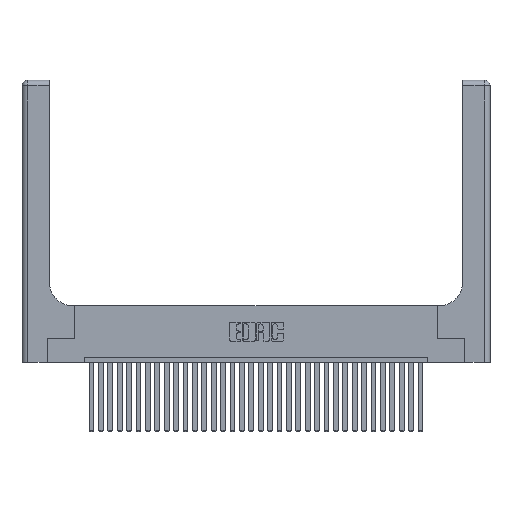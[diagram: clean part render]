
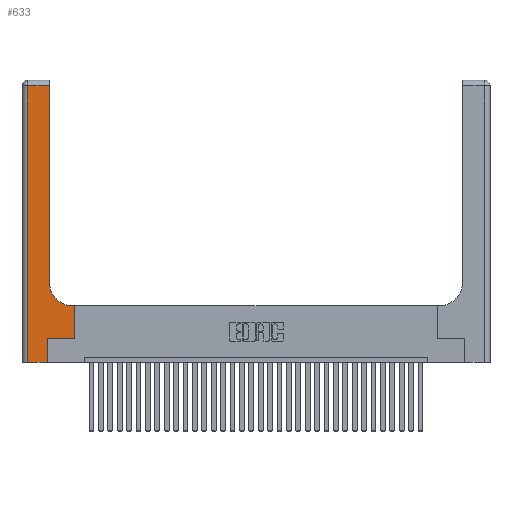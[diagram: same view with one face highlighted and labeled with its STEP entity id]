
A CAD part, top view. The second image highlights one B-rep face of the part: STEP entity #633.
In plain terms, the highlighted planar face has unit normal (0, 0, 1).
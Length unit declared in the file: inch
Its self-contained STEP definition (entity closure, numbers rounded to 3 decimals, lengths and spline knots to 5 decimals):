
#424 = ORIENTED_EDGE ( 'NONE', *, *, #26517, .T. ) ;
#513 = VECTOR ( 'NONE', #9701, 39.37008 ) ;
#633 = ADVANCED_FACE ( 'NONE', ( #27434 ), #10198, .F. ) ;
#710 = LINE ( 'NONE', #4393, #28461 ) ;
#1088 = LINE ( 'NONE', #28736, #28007 ) ;
#1609 = VERTEX_POINT ( 'NONE', #31462 ) ;
#1830 = ORIENTED_EDGE ( 'NONE', *, *, #3483, .T. ) ;
#2010 = CARTESIAN_POINT ( 'NONE',  ( 0.2915, 0.6, 0.37 ) ) ;
#3380 = VERTEX_POINT ( 'NONE', #18534 ) ;
#3483 = EDGE_CURVE ( 'NONE', #30231, #3380, #1088, .T. ) ;
#3607 = VECTOR ( 'NONE', #15233, 39.37008 ) ;
#3819 = VERTEX_POINT ( 'NONE', #5757 ) ;
#4393 = CARTESIAN_POINT ( 'NONE',  ( 0.269, 0.25, 0.37 ) ) ;
#4428 = CARTESIAN_POINT ( 'NONE',  ( 0.2915, 3., 0.37 ) ) ;
#4867 = LINE ( 'NONE', #4428, #18716 ) ;
#5570 = ORIENTED_EDGE ( 'NONE', *, *, #30229, .T. ) ;
#5757 = CARTESIAN_POINT ( 'NONE',  ( 0.269, 0., 0.37 ) ) ;
#5864 = AXIS2_PLACEMENT_3D ( 'NONE', #32874, #12658, #32431 ) ;
#8006 = DIRECTION ( 'NONE',  ( 0., 1., 0. ) ) ;
#8115 = CARTESIAN_POINT ( 'NONE',  ( 0.269, 0., 0.37 ) ) ;
#9701 = DIRECTION ( 'NONE',  ( 0., 1., 0. ) ) ;
#9749 = DIRECTION ( 'NONE',  ( 0., 1., 0. ) ) ;
#10082 = EDGE_CURVE ( 'NONE', #3380, #3819, #20259, .T. ) ;
#10198 = PLANE ( 'NONE',  #16970 ) ;
#10568 = EDGE_CURVE ( 'NONE', #13999, #16547, #16241, .T. ) ;
#10830 = CARTESIAN_POINT ( 'NONE',  ( 0.5585, 0.6, 0.37 ) ) ;
#11294 = ORIENTED_EDGE ( 'NONE', *, *, #10568, .T. ) ;
#11474 = VERTEX_POINT ( 'NONE', #17543 ) ;
#12252 = EDGE_CURVE ( 'NONE', #11474, #13999, #710, .T. ) ;
#12433 = DIRECTION ( 'NONE',  ( -1., 0., 0. ) ) ;
#12658 = DIRECTION ( 'NONE',  ( 0., 0., -1. ) ) ;
#12901 = CARTESIAN_POINT ( 'NONE',  ( 0., 0., 0.37 ) ) ;
#13066 = VECTOR ( 'NONE', #8006, 39.37008 ) ;
#13163 = LINE ( 'NONE', #21864, #18729 ) ;
#13999 = VERTEX_POINT ( 'NONE', #14118 ) ;
#14118 = CARTESIAN_POINT ( 'NONE',  ( 0.5585, 0.25, 0.37 ) ) ;
#14466 = ORIENTED_EDGE ( 'NONE', *, *, #10082, .T. ) ;
#14780 = CARTESIAN_POINT ( 'NONE',  ( 0.06, 2.94, 0.37 ) ) ;
#15233 = DIRECTION ( 'NONE',  ( 1., 0., 0. ) ) ;
#15479 = DIRECTION ( 'NONE',  ( -1., 0., 0. ) ) ;
#15502 = VERTEX_POINT ( 'NONE', #27596 ) ;
#15644 = CARTESIAN_POINT ( 'NONE',  ( 0.5585, 0.25, 0.37 ) ) ;
#16198 = EDGE_LOOP ( 'NONE', ( #31680, #28935, #1830, #14466, #5570, #23927, #11294, #18614, #424 ) ) ;
#16241 = LINE ( 'NONE', #15644, #13066 ) ;
#16547 = VERTEX_POINT ( 'NONE', #10830 ) ;
#16970 = AXIS2_PLACEMENT_3D ( 'NONE', #27891, #32648, #12433 ) ;
#17009 = DIRECTION ( 'NONE',  ( 1., 0., 0. ) ) ;
#17543 = CARTESIAN_POINT ( 'NONE',  ( 0.269, 0.25, 0.37 ) ) ;
#18534 = CARTESIAN_POINT ( 'NONE',  ( 0.06, 0., 0.37 ) ) ;
#18614 = ORIENTED_EDGE ( 'NONE', *, *, #26669, .T. ) ;
#18716 = VECTOR ( 'NONE', #9749, 39.37008 ) ;
#18729 = VECTOR ( 'NONE', #31840, 39.37008 ) ;
#19919 = VERTEX_POINT ( 'NONE', #25886 ) ;
#20259 = LINE ( 'NONE', #12901, #3607 ) ;
#21817 = LINE ( 'NONE', #2010, #26562 ) ;
#21864 = CARTESIAN_POINT ( 'NONE',  ( 0., 2.94, 0.37 ) ) ;
#23534 = DIRECTION ( 'NONE',  ( 0., -1., 0. ) ) ;
#23927 = ORIENTED_EDGE ( 'NONE', *, *, #12252, .T. ) ;
#24180 = CIRCLE ( 'NONE', #5864, 0.25 ) ;
#24281 = EDGE_CURVE ( 'NONE', #1609, #30231, #13163, .T. ) ;
#24305 = LINE ( 'NONE', #8115, #513 ) ;
#25886 = CARTESIAN_POINT ( 'NONE',  ( 0.2915, 0.85, 0.37 ) ) ;
#26517 = EDGE_CURVE ( 'NONE', #15502, #19919, #24180, .T. ) ;
#26562 = VECTOR ( 'NONE', #15479, 39.37008 ) ;
#26669 = EDGE_CURVE ( 'NONE', #16547, #15502, #21817, .T. ) ;
#27434 = FACE_OUTER_BOUND ( 'NONE', #16198, .T. ) ;
#27596 = CARTESIAN_POINT ( 'NONE',  ( 0.5415, 0.6, 0.37 ) ) ;
#27891 = CARTESIAN_POINT ( 'NONE',  ( 0., 3., 0.37 ) ) ;
#28007 = VECTOR ( 'NONE', #23534, 39.37008 ) ;
#28461 = VECTOR ( 'NONE', #17009, 39.37008 ) ;
#28736 = CARTESIAN_POINT ( 'NONE',  ( 0.06, 3., 0.37 ) ) ;
#28935 = ORIENTED_EDGE ( 'NONE', *, *, #24281, .T. ) ;
#30229 = EDGE_CURVE ( 'NONE', #3819, #11474, #24305, .T. ) ;
#30231 = VERTEX_POINT ( 'NONE', #14780 ) ;
#31205 = EDGE_CURVE ( 'NONE', #19919, #1609, #4867, .T. ) ;
#31462 = CARTESIAN_POINT ( 'NONE',  ( 0.2915, 2.94, 0.37 ) ) ;
#31680 = ORIENTED_EDGE ( 'NONE', *, *, #31205, .T. ) ;
#31840 = DIRECTION ( 'NONE',  ( -1., 0., 0. ) ) ;
#32431 = DIRECTION ( 'NONE',  ( 1., 0., 0. ) ) ;
#32648 = DIRECTION ( 'NONE',  ( 0., 0., -1. ) ) ;
#32874 = CARTESIAN_POINT ( 'NONE',  ( 0.5415, 0.85, 0.37 ) ) ;
